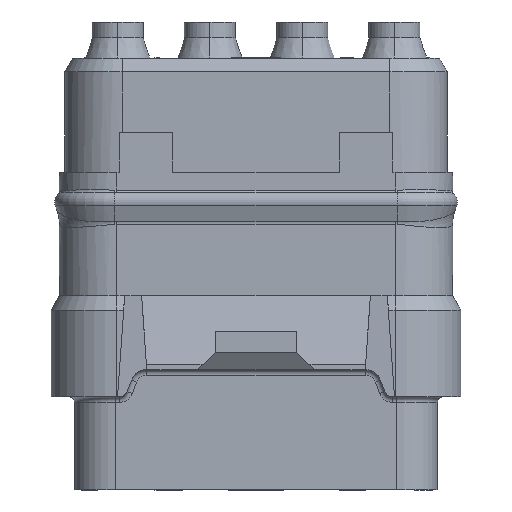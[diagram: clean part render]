
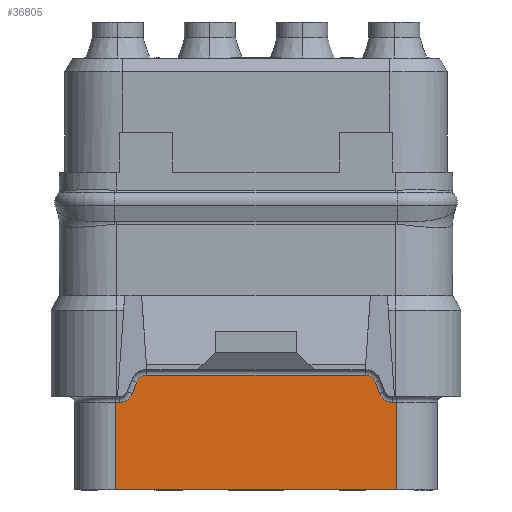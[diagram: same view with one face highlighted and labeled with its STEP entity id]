
A CAD part, front view. The second image highlights one B-rep face of the part: STEP entity #36805.
In plain terms, the highlighted planar face has unit normal (0, -1, 0).
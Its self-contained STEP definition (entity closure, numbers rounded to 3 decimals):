
#3924=DIRECTION('',(-1.,0.,0.));
#3925=VECTOR('',#3924,10.3);
#3926=CARTESIAN_POINT('',(5.15,-5.775,-11.63));
#3927=LINE('',#3926,#3925);
#6784=CARTESIAN_POINT('',(-4.,-5.775,-7.83));
#6785=DIRECTION('',(0.,-1.,0.));
#6786=DIRECTION('',(0.,0.,1.));
#6787=AXIS2_PLACEMENT_3D('',#6784,#6785,#6786);
#6794=DIRECTION('',(-1.,0.,0.));
#6795=VECTOR('',#6794,8.);
#6796=CARTESIAN_POINT('',(4.,-5.775,-7.43));
#6797=LINE('',#6796,#6795);
#6808=CARTESIAN_POINT('',(4.,-5.775,-7.83));
#6809=DIRECTION('',(0.,-1.,0.));
#6810=DIRECTION('',(0.935,0.,0.354));
#6811=AXIS2_PLACEMENT_3D('',#6808,#6809,#6810);
#6965=CARTESIAN_POINT('',(5.,-5.775,-7.93));
#6966=DIRECTION('',(0.,1.,0.));
#6967=DIRECTION('',(0.,0.,-1.));
#6968=AXIS2_PLACEMENT_3D('',#6965,#6966,#6967);
#6979=DIRECTION('',(-1.,0.,0.));
#6980=VECTOR('',#6979,0.15);
#6981=CARTESIAN_POINT('',(5.15,-5.775,-8.43));
#6982=LINE('',#6981,#6980);
#7019=DIRECTION('',(0.,0.,-1.));
#7020=VECTOR('',#7019,3.2);
#7021=CARTESIAN_POINT('',(5.15,-5.775,-8.43));
#7022=LINE('',#7021,#7020);
#7032=DIRECTION('',(-1.,0.,0.));
#7033=VECTOR('',#7032,0.15);
#7034=CARTESIAN_POINT('',(-5.,-5.775,-8.43));
#7035=LINE('',#7034,#7033);
#7086=CARTESIAN_POINT('',(-5.,-5.775,-7.93));
#7087=DIRECTION('',(0.,1.,0.));
#7088=DIRECTION('',(0.935,0.,-0.354));
#7089=AXIS2_PLACEMENT_3D('',#7086,#7087,#7088);
#7100=DIRECTION('',(-0.354,0.,-0.935));
#7101=VECTOR('',#7100,0.447);
#7102=CARTESIAN_POINT('',(-4.374,-5.775,-7.689));
#7103=LINE('',#7102,#7101);
#7123=DIRECTION('',(0.,0.,-1.));
#7124=VECTOR('',#7123,3.2);
#7125=CARTESIAN_POINT('',(-5.15,-5.775,-8.43));
#7126=LINE('',#7125,#7124);
#7541=DIRECTION('',(-0.354,0.,0.935));
#7542=VECTOR('',#7541,0.447);
#7543=CARTESIAN_POINT('',(4.532,-5.775,-8.107));
#7544=LINE('',#7543,#7542);
#22929=CARTESIAN_POINT('',(5.15,-5.775,-11.63));
#22930=VERTEX_POINT('',#22929);
#22931=CARTESIAN_POINT('',(-5.15,-5.775,-11.63));
#22932=VERTEX_POINT('',#22931);
#22967=CARTESIAN_POINT('',(-5.15,-5.775,-8.43));
#22968=VERTEX_POINT('',#22967);
#22971=CARTESIAN_POINT('',(-5.,-5.775,-8.43));
#22972=VERTEX_POINT('',#22971);
#22975=CARTESIAN_POINT('',(-4.532,-5.775,-8.107));
#22976=VERTEX_POINT('',#22975);
#22979=CARTESIAN_POINT('',(-4.374,-5.775,-7.689));
#22980=VERTEX_POINT('',#22979);
#22981=CARTESIAN_POINT('',(-4.,-5.775,-7.43));
#22982=VERTEX_POINT('',#22981);
#22983=CARTESIAN_POINT('',(4.,-5.775,-7.43));
#22984=VERTEX_POINT('',#22983);
#22985=CARTESIAN_POINT('',(4.374,-5.775,-7.689));
#22986=VERTEX_POINT('',#22985);
#22991=CARTESIAN_POINT('',(4.532,-5.775,-8.107));
#22992=VERTEX_POINT('',#22991);
#22995=CARTESIAN_POINT('',(5.,-5.775,-8.43));
#22996=VERTEX_POINT('',#22995);
#22999=CARTESIAN_POINT('',(5.15,-5.775,-8.43));
#23000=VERTEX_POINT('',#22999);
#36781=CARTESIAN_POINT('',(5.15,-5.775,-8.23));
#36782=DIRECTION('',(0.,-1.,0.));
#36783=DIRECTION('',(-1.,0.,0.));
#36784=AXIS2_PLACEMENT_3D('',#36781,#36782,#36783);
#36785=PLANE('',#36784);
#36787=ORIENTED_EDGE('',*,*,#36786,.F.);
#36789=ORIENTED_EDGE('',*,*,#36788,.F.);
#36791=ORIENTED_EDGE('',*,*,#36790,.F.);
#36792=ORIENTED_EDGE('',*,*,#36427,.F.);
#36793=ORIENTED_EDGE('',*,*,#36442,.F.);
#36794=ORIENTED_EDGE('',*,*,#36457,.F.);
#36796=ORIENTED_EDGE('',*,*,#36795,.F.);
#36797=ORIENTED_EDGE('',*,*,#36707,.F.);
#36798=ORIENTED_EDGE('',*,*,#36722,.F.);
#36799=ORIENTED_EDGE('',*,*,#36776,.T.);
#36800=ORIENTED_EDGE('',*,*,#33105,.T.);
#36802=ORIENTED_EDGE('',*,*,#36801,.F.);
#36803=EDGE_LOOP('',(#36787,#36789,#36791,#36792,#36793,#36794,#36796,#36797,
#36798,#36799,#36800,#36802));
#36804=FACE_OUTER_BOUND('',#36803,.F.);
#36805=ADVANCED_FACE('',(#36804),#36785,.T.);
#6788=CIRCLE('',#6787,0.4);
#6812=CIRCLE('',#6811,0.4);
#6969=CIRCLE('',#6968,0.5);
#7090=CIRCLE('',#7089,0.5);
#33105=EDGE_CURVE('',#22930,#22932,#3927,.T.);
#36427=EDGE_CURVE('',#22982,#22980,#6788,.T.);
#36442=EDGE_CURVE('',#22984,#22982,#6797,.T.);
#36457=EDGE_CURVE('',#22986,#22984,#6812,.T.);
#36707=EDGE_CURVE('',#22996,#22992,#6969,.T.);
#36722=EDGE_CURVE('',#23000,#22996,#6982,.T.);
#36776=EDGE_CURVE('',#23000,#22930,#7022,.T.);
#36786=EDGE_CURVE('',#22972,#22968,#7035,.T.);
#36788=EDGE_CURVE('',#22976,#22972,#7090,.T.);
#36790=EDGE_CURVE('',#22980,#22976,#7103,.T.);
#36795=EDGE_CURVE('',#22992,#22986,#7544,.T.);
#36801=EDGE_CURVE('',#22968,#22932,#7126,.T.);
